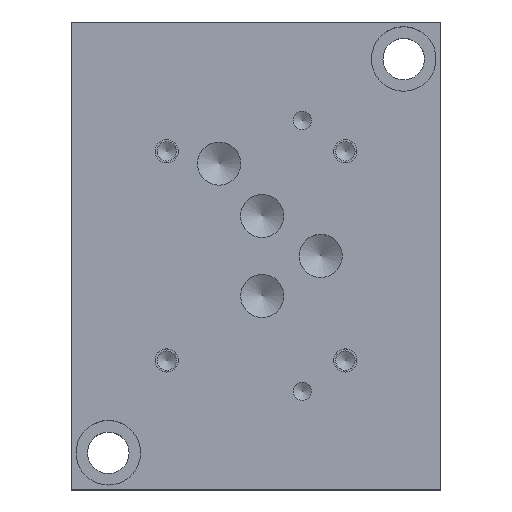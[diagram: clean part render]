
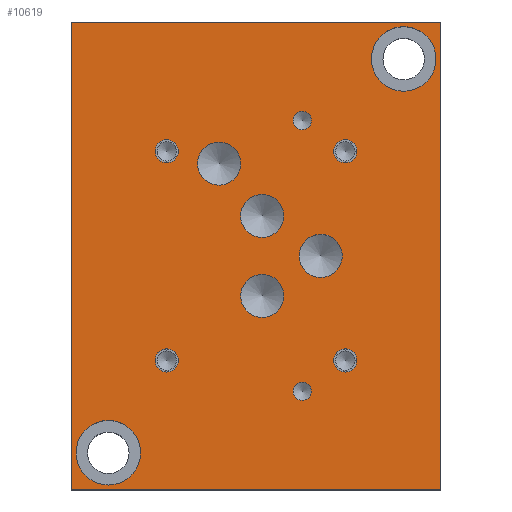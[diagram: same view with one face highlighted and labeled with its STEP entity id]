
A CAD part, top view. The second image highlights one B-rep face of the part: STEP entity #10619.
In plain terms, the highlighted planar face has unit normal (0, 0, 1).
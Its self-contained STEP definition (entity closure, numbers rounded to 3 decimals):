
#179=CIRCLE('',#11104,8.331);
#180=CIRCLE('',#11105,8.331);
#185=CIRCLE('',#11113,8.331);
#186=CIRCLE('',#11114,8.331);
#190=CIRCLE('',#11121,2.388);
#191=CIRCLE('',#11122,2.388);
#194=CIRCLE('',#11127,2.388);
#195=CIRCLE('',#11128,2.388);
#198=CIRCLE('',#11133,5.556);
#199=CIRCLE('',#11134,5.556);
#202=CIRCLE('',#11139,5.556);
#203=CIRCLE('',#11140,5.556);
#206=CIRCLE('',#11145,5.563);
#207=CIRCLE('',#11146,5.563);
#210=CIRCLE('',#11151,5.563);
#211=CIRCLE('',#11152,5.563);
#217=CIRCLE('',#11161,2.997);
#218=CIRCLE('',#11162,2.997);
#224=CIRCLE('',#11172,2.997);
#225=CIRCLE('',#11173,2.997);
#231=CIRCLE('',#11183,2.997);
#232=CIRCLE('',#11184,2.997);
#238=CIRCLE('',#11194,2.997);
#239=CIRCLE('',#11195,2.997);
#303=FACE_BOUND('',#1838,.T.);
#304=FACE_BOUND('',#1839,.T.);
#305=FACE_BOUND('',#1840,.T.);
#306=FACE_BOUND('',#1841,.T.);
#307=FACE_BOUND('',#1842,.T.);
#308=FACE_BOUND('',#1843,.T.);
#309=FACE_BOUND('',#1844,.T.);
#310=FACE_BOUND('',#1845,.T.);
#311=FACE_BOUND('',#1846,.T.);
#312=FACE_BOUND('',#1847,.T.);
#313=FACE_BOUND('',#1848,.T.);
#314=FACE_BOUND('',#1849,.T.);
#1238=FACE_OUTER_BOUND('',#1837,.T.);
#1837=EDGE_LOOP('',(#9274,#9275,#9276,#9277));
#1838=EDGE_LOOP('',(#9278,#9279));
#1839=EDGE_LOOP('',(#9280,#9281));
#1840=EDGE_LOOP('',(#9282,#9283));
#1841=EDGE_LOOP('',(#9284,#9285));
#1842=EDGE_LOOP('',(#9286,#9287));
#1843=EDGE_LOOP('',(#9288,#9289));
#1844=EDGE_LOOP('',(#9290,#9291));
#1845=EDGE_LOOP('',(#9292,#9293));
#1846=EDGE_LOOP('',(#9294,#9295));
#1847=EDGE_LOOP('',(#9296,#9297));
#1848=EDGE_LOOP('',(#9298,#9299));
#1849=EDGE_LOOP('',(#9300,#9301));
#2047=LINE('',#14901,#3087);
#2753=LINE('',#17177,#3793);
#2800=LINE('',#17520,#3840);
#2892=LINE('',#18047,#3932);
#3087=VECTOR('',#11497,10.);
#3793=VECTOR('',#12691,10.);
#3840=VECTOR('',#12774,10.);
#3932=VECTOR('',#13372,10.);
#4151=VERTEX_POINT('',#14898);
#4152=VERTEX_POINT('',#14900);
#4693=VERTEX_POINT('',#17174);
#4694=VERTEX_POINT('',#17176);
#4860=VERTEX_POINT('',#17852);
#4861=VERTEX_POINT('',#17853);
#4866=VERTEX_POINT('',#17869);
#4867=VERTEX_POINT('',#17870);
#4872=VERTEX_POINT('',#17886);
#4873=VERTEX_POINT('',#17887);
#4877=VERTEX_POINT('',#17899);
#4878=VERTEX_POINT('',#17900);
#4882=VERTEX_POINT('',#17912);
#4883=VERTEX_POINT('',#17913);
#4887=VERTEX_POINT('',#17925);
#4888=VERTEX_POINT('',#17926);
#4892=VERTEX_POINT('',#17938);
#4893=VERTEX_POINT('',#17939);
#4897=VERTEX_POINT('',#17951);
#4898=VERTEX_POINT('',#17952);
#4905=VERTEX_POINT('',#17971);
#4906=VERTEX_POINT('',#17972);
#4913=VERTEX_POINT('',#17993);
#4914=VERTEX_POINT('',#17994);
#4921=VERTEX_POINT('',#18015);
#4922=VERTEX_POINT('',#18016);
#4929=VERTEX_POINT('',#18037);
#4930=VERTEX_POINT('',#18038);
#5257=EDGE_CURVE('',#4152,#4151,#2047,.T.);
#6063=EDGE_CURVE('',#4694,#4693,#2753,.T.);
#6144=EDGE_CURVE('',#4151,#4694,#2800,.T.);
#6299=EDGE_CURVE('',#4860,#4861,#179,.T.);
#6300=EDGE_CURVE('',#4861,#4860,#180,.T.);
#6307=EDGE_CURVE('',#4866,#4867,#185,.T.);
#6308=EDGE_CURVE('',#4867,#4866,#186,.T.);
#6315=EDGE_CURVE('',#4872,#4873,#190,.T.);
#6316=EDGE_CURVE('',#4873,#4872,#191,.T.);
#6321=EDGE_CURVE('',#4877,#4878,#194,.T.);
#6322=EDGE_CURVE('',#4878,#4877,#195,.T.);
#6327=EDGE_CURVE('',#4882,#4883,#198,.T.);
#6328=EDGE_CURVE('',#4883,#4882,#199,.T.);
#6333=EDGE_CURVE('',#4887,#4888,#202,.T.);
#6334=EDGE_CURVE('',#4888,#4887,#203,.T.);
#6339=EDGE_CURVE('',#4892,#4893,#206,.T.);
#6340=EDGE_CURVE('',#4893,#4892,#207,.T.);
#6345=EDGE_CURVE('',#4897,#4898,#210,.T.);
#6346=EDGE_CURVE('',#4898,#4897,#211,.T.);
#6354=EDGE_CURVE('',#4905,#4906,#217,.T.);
#6355=EDGE_CURVE('',#4906,#4905,#218,.T.);
#6364=EDGE_CURVE('',#4913,#4914,#224,.T.);
#6365=EDGE_CURVE('',#4914,#4913,#225,.T.);
#6374=EDGE_CURVE('',#4921,#4922,#231,.T.);
#6375=EDGE_CURVE('',#4922,#4921,#232,.T.);
#6384=EDGE_CURVE('',#4929,#4930,#238,.T.);
#6385=EDGE_CURVE('',#4930,#4929,#239,.T.);
#6389=EDGE_CURVE('',#4693,#4152,#2892,.T.);
#9274=ORIENTED_EDGE('',*,*,#6144,.T.);
#9275=ORIENTED_EDGE('',*,*,#6063,.T.);
#9276=ORIENTED_EDGE('',*,*,#6389,.T.);
#9277=ORIENTED_EDGE('',*,*,#5257,.T.);
#9278=ORIENTED_EDGE('',*,*,#6299,.T.);
#9279=ORIENTED_EDGE('',*,*,#6300,.T.);
#9280=ORIENTED_EDGE('',*,*,#6307,.T.);
#9281=ORIENTED_EDGE('',*,*,#6308,.T.);
#9282=ORIENTED_EDGE('',*,*,#6315,.T.);
#9283=ORIENTED_EDGE('',*,*,#6316,.T.);
#9284=ORIENTED_EDGE('',*,*,#6321,.T.);
#9285=ORIENTED_EDGE('',*,*,#6322,.T.);
#9286=ORIENTED_EDGE('',*,*,#6327,.T.);
#9287=ORIENTED_EDGE('',*,*,#6328,.T.);
#9288=ORIENTED_EDGE('',*,*,#6333,.T.);
#9289=ORIENTED_EDGE('',*,*,#6334,.T.);
#9290=ORIENTED_EDGE('',*,*,#6339,.T.);
#9291=ORIENTED_EDGE('',*,*,#6340,.T.);
#9292=ORIENTED_EDGE('',*,*,#6345,.T.);
#9293=ORIENTED_EDGE('',*,*,#6346,.T.);
#9294=ORIENTED_EDGE('',*,*,#6354,.T.);
#9295=ORIENTED_EDGE('',*,*,#6355,.T.);
#9296=ORIENTED_EDGE('',*,*,#6364,.T.);
#9297=ORIENTED_EDGE('',*,*,#6365,.T.);
#9298=ORIENTED_EDGE('',*,*,#6374,.T.);
#9299=ORIENTED_EDGE('',*,*,#6375,.T.);
#9300=ORIENTED_EDGE('',*,*,#6384,.T.);
#9301=ORIENTED_EDGE('',*,*,#6385,.T.);
#9648=PLANE('',#11201);
#10619=ADVANCED_FACE('',(#1238,#303,#304,#305,#306,#307,#308,#309,#310,
#311,#312,#313,#314),#9648,.T.);
#11104=AXIS2_PLACEMENT_3D('',#17854,#13153,#13154);
#11105=AXIS2_PLACEMENT_3D('',#17855,#13155,#13156);
#11113=AXIS2_PLACEMENT_3D('',#17871,#13173,#13174);
#11114=AXIS2_PLACEMENT_3D('',#17872,#13175,#13176);
#11121=AXIS2_PLACEMENT_3D('',#17888,#13192,#13193);
#11122=AXIS2_PLACEMENT_3D('',#17889,#13194,#13195);
#11127=AXIS2_PLACEMENT_3D('',#17901,#13206,#13207);
#11128=AXIS2_PLACEMENT_3D('',#17902,#13208,#13209);
#11133=AXIS2_PLACEMENT_3D('',#17914,#13220,#13221);
#11134=AXIS2_PLACEMENT_3D('',#17915,#13222,#13223);
#11139=AXIS2_PLACEMENT_3D('',#17927,#13234,#13235);
#11140=AXIS2_PLACEMENT_3D('',#17928,#13236,#13237);
#11145=AXIS2_PLACEMENT_3D('',#17940,#13248,#13249);
#11146=AXIS2_PLACEMENT_3D('',#17941,#13250,#13251);
#11151=AXIS2_PLACEMENT_3D('',#17953,#13262,#13263);
#11152=AXIS2_PLACEMENT_3D('',#17954,#13264,#13265);
#11161=AXIS2_PLACEMENT_3D('',#17973,#13284,#13285);
#11162=AXIS2_PLACEMENT_3D('',#17974,#13286,#13287);
#11172=AXIS2_PLACEMENT_3D('',#17995,#13309,#13310);
#11173=AXIS2_PLACEMENT_3D('',#17996,#13311,#13312);
#11183=AXIS2_PLACEMENT_3D('',#18017,#13334,#13335);
#11184=AXIS2_PLACEMENT_3D('',#18018,#13336,#13337);
#11194=AXIS2_PLACEMENT_3D('',#18039,#13359,#13360);
#11195=AXIS2_PLACEMENT_3D('',#18040,#13361,#13362);
#11201=AXIS2_PLACEMENT_3D('',#18050,#13377,#13378);
#11497=DIRECTION('',(0.,-1.,0.));
#12691=DIRECTION('',(0.,1.,0.));
#12774=DIRECTION('',(1.,0.,0.));
#13153=DIRECTION('center_axis',(0.,0.,-1.));
#13154=DIRECTION('ref_axis',(1.,0.,0.));
#13155=DIRECTION('center_axis',(0.,0.,-1.));
#13156=DIRECTION('ref_axis',(1.,0.,0.));
#13173=DIRECTION('center_axis',(0.,0.,-1.));
#13174=DIRECTION('ref_axis',(1.,0.,0.));
#13175=DIRECTION('center_axis',(0.,0.,-1.));
#13176=DIRECTION('ref_axis',(1.,0.,0.));
#13192=DIRECTION('center_axis',(0.,0.,-1.));
#13193=DIRECTION('ref_axis',(1.,0.,0.));
#13194=DIRECTION('center_axis',(0.,0.,-1.));
#13195=DIRECTION('ref_axis',(1.,0.,0.));
#13206=DIRECTION('center_axis',(0.,0.,-1.));
#13207=DIRECTION('ref_axis',(1.,0.,0.));
#13208=DIRECTION('center_axis',(0.,0.,-1.));
#13209=DIRECTION('ref_axis',(1.,0.,0.));
#13220=DIRECTION('center_axis',(0.,0.,-1.));
#13221=DIRECTION('ref_axis',(1.,0.,0.));
#13222=DIRECTION('center_axis',(0.,0.,-1.));
#13223=DIRECTION('ref_axis',(1.,0.,0.));
#13234=DIRECTION('center_axis',(0.,0.,-1.));
#13235=DIRECTION('ref_axis',(1.,0.,0.));
#13236=DIRECTION('center_axis',(0.,0.,-1.));
#13237=DIRECTION('ref_axis',(1.,0.,0.));
#13248=DIRECTION('center_axis',(0.,0.,-1.));
#13249=DIRECTION('ref_axis',(1.,0.,0.));
#13250=DIRECTION('center_axis',(0.,0.,-1.));
#13251=DIRECTION('ref_axis',(1.,0.,0.));
#13262=DIRECTION('center_axis',(0.,0.,-1.));
#13263=DIRECTION('ref_axis',(1.,0.,0.));
#13264=DIRECTION('center_axis',(0.,0.,-1.));
#13265=DIRECTION('ref_axis',(1.,0.,0.));
#13284=DIRECTION('center_axis',(0.,0.,-1.));
#13285=DIRECTION('ref_axis',(1.,0.,0.));
#13286=DIRECTION('center_axis',(0.,0.,-1.));
#13287=DIRECTION('ref_axis',(1.,0.,0.));
#13309=DIRECTION('center_axis',(0.,0.,-1.));
#13310=DIRECTION('ref_axis',(1.,0.,0.));
#13311=DIRECTION('center_axis',(0.,0.,-1.));
#13312=DIRECTION('ref_axis',(1.,0.,0.));
#13334=DIRECTION('center_axis',(0.,0.,-1.));
#13335=DIRECTION('ref_axis',(1.,0.,0.));
#13336=DIRECTION('center_axis',(0.,0.,-1.));
#13337=DIRECTION('ref_axis',(1.,0.,0.));
#13359=DIRECTION('center_axis',(0.,0.,-1.));
#13360=DIRECTION('ref_axis',(1.,0.,0.));
#13361=DIRECTION('center_axis',(0.,0.,-1.));
#13362=DIRECTION('ref_axis',(1.,0.,0.));
#13372=DIRECTION('',(-1.,0.,0.));
#13377=DIRECTION('center_axis',(0.,0.,1.));
#13378=DIRECTION('ref_axis',(1.,0.,0.));
#14898=CARTESIAN_POINT('',(0.,0.,44.45));
#14900=CARTESIAN_POINT('',(0.,120.65,44.45));
#14901=CARTESIAN_POINT('',(0.,120.65,44.45));
#17174=CARTESIAN_POINT('',(95.25,120.65,44.45));
#17176=CARTESIAN_POINT('',(95.25,0.,44.45));
#17177=CARTESIAN_POINT('',(95.25,0.,44.45));
#17520=CARTESIAN_POINT('',(0.,0.,44.45));
#17852=CARTESIAN_POINT('',(94.056,111.125,44.45));
#17853=CARTESIAN_POINT('',(77.394,111.125,44.45));
#17854=CARTESIAN_POINT('Origin',(85.725,111.125,44.45));
#17855=CARTESIAN_POINT('Origin',(85.725,111.125,44.45));
#17869=CARTESIAN_POINT('',(17.856,9.525,44.45));
#17870=CARTESIAN_POINT('',(1.194,9.525,44.45));
#17871=CARTESIAN_POINT('Origin',(9.525,9.525,44.45));
#17872=CARTESIAN_POINT('Origin',(9.525,9.525,44.45));
#17886=CARTESIAN_POINT('',(61.951,95.237,44.45));
#17887=CARTESIAN_POINT('',(57.175,95.237,44.45));
#17888=CARTESIAN_POINT('Origin',(59.563,95.237,44.45));
#17889=CARTESIAN_POINT('Origin',(59.563,95.237,44.45));
#17899=CARTESIAN_POINT('',(61.951,25.387,44.45));
#17900=CARTESIAN_POINT('',(57.175,25.387,44.45));
#17901=CARTESIAN_POINT('Origin',(59.563,25.387,44.45));
#17902=CARTESIAN_POINT('Origin',(59.563,25.387,44.45));
#17912=CARTESIAN_POINT('',(54.781,70.63,44.45));
#17913=CARTESIAN_POINT('',(43.669,70.63,44.45));
#17914=CARTESIAN_POINT('Origin',(49.225,70.63,44.45));
#17915=CARTESIAN_POINT('Origin',(49.225,70.63,44.45));
#17925=CARTESIAN_POINT('',(54.787,49.995,44.45));
#17926=CARTESIAN_POINT('',(43.674,49.995,44.45));
#17927=CARTESIAN_POINT('Origin',(49.23,49.995,44.45));
#17928=CARTESIAN_POINT('Origin',(49.23,49.995,44.45));
#17938=CARTESIAN_POINT('',(69.875,60.312,44.45));
#17939=CARTESIAN_POINT('',(58.75,60.312,44.45));
#17940=CARTESIAN_POINT('Origin',(64.313,60.312,44.45));
#17941=CARTESIAN_POINT('Origin',(64.313,60.312,44.45));
#17951=CARTESIAN_POINT('',(43.683,84.125,44.45));
#17952=CARTESIAN_POINT('',(32.558,84.125,44.45));
#17953=CARTESIAN_POINT('Origin',(38.12,84.125,44.45));
#17954=CARTESIAN_POINT('Origin',(38.12,84.125,44.45));
#17971=CARTESIAN_POINT('',(73.66,33.338,44.45));
#17972=CARTESIAN_POINT('',(67.666,33.338,44.45));
#17973=CARTESIAN_POINT('Origin',(70.663,33.338,44.45));
#17974=CARTESIAN_POINT('Origin',(70.663,33.338,44.45));
#17993=CARTESIAN_POINT('',(27.61,87.325,44.45));
#17994=CARTESIAN_POINT('',(21.615,87.325,44.45));
#17995=CARTESIAN_POINT('Origin',(24.613,87.325,44.45));
#17996=CARTESIAN_POINT('Origin',(24.613,87.325,44.45));
#18015=CARTESIAN_POINT('',(73.66,87.313,44.45));
#18016=CARTESIAN_POINT('',(67.666,87.313,44.45));
#18017=CARTESIAN_POINT('Origin',(70.663,87.313,44.45));
#18018=CARTESIAN_POINT('Origin',(70.663,87.313,44.45));
#18037=CARTESIAN_POINT('',(27.623,33.338,44.45));
#18038=CARTESIAN_POINT('',(21.628,33.338,44.45));
#18039=CARTESIAN_POINT('Origin',(24.625,33.338,44.45));
#18040=CARTESIAN_POINT('Origin',(24.625,33.338,44.45));
#18047=CARTESIAN_POINT('',(95.25,120.65,44.45));
#18050=CARTESIAN_POINT('Origin',(47.625,60.325,44.45));
